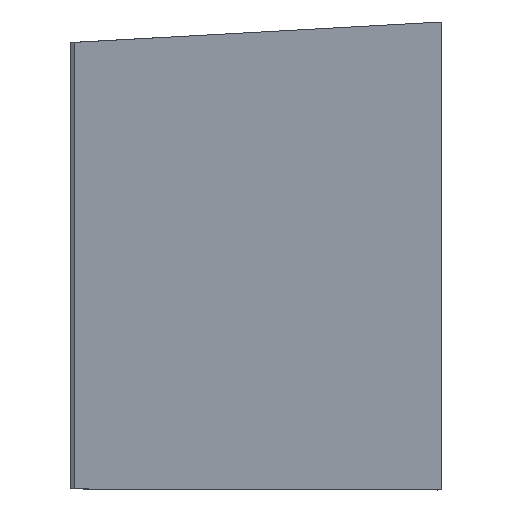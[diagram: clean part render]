
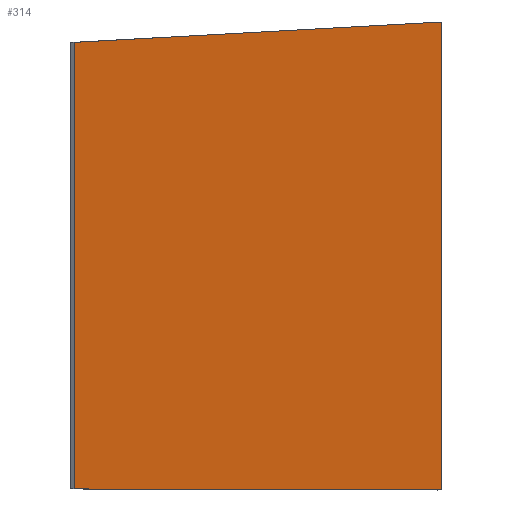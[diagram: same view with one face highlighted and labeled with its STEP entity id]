
A CAD part, top view. The second image highlights one B-rep face of the part: STEP entity #314.
In plain terms, the highlighted planar face has unit normal (0.851, 0, 0.526).
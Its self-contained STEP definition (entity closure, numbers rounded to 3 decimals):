
#43 = PLANE('',#44);
#44 = AXIS2_PLACEMENT_3D('',#45,#46,#47);
#45 = CARTESIAN_POINT('',(-11761.655,-779.004,
    -3433.355));
#46 = DIRECTION('',(0.058,-0.998,0.));
#47 = DIRECTION('',(0.,0.,-1.));
#69 = PLANE('',#70);
#70 = AXIS2_PLACEMENT_3D('',#71,#72,#73);
#71 = CARTESIAN_POINT('',(2202.325,0.,-2871.835));
#72 = DIRECTION('',(0.609,0.,-0.794));
#73 = DIRECTION('',(0.,-1.,0.));
#95 = PLANE('',#96);
#96 = AXIS2_PLACEMENT_3D('',#97,#98,#99);
#97 = CARTESIAN_POINT('',(-11771.11,-525.,-3433.355)
  );
#98 = DIRECTION('',(0.,1.,0.));
#99 = DIRECTION('',(1.,0.,-0.));
#119 = PLANE('',#120);
#120 = AXIS2_PLACEMENT_3D('',#121,#122,#123);
#121 = CARTESIAN_POINT('',(1261.95,0.,-2592.896));
#122 = DIRECTION('',(0.438,0.,-0.899));
#123 = DIRECTION('',(0.,-1.,0.));
#135 = VERTEX_POINT('',#136);
#136 = CARTESIAN_POINT('',(12615.776,640.819,
    2932.957));
#155 = EDGE_CURVE('',#135,#156,#158,.T.);
#156 = VERTEX_POINT('',#157);
#157 = CARTESIAN_POINT('',(11701.278,587.556,
    4412.63));
#158 = SURFACE_CURVE('',#159,(#163,#169),.PCURVE_S1.);
#159 = LINE('',#160,#161);
#160 = CARTESIAN_POINT('',(8708.65,413.255,
    9254.753));
#161 = VECTOR('',#162,1.);
#162 = DIRECTION('',(-0.525,-0.031,0.85)
  );
#163 = PCURVE('',#43,#164);
#164 = DEFINITIONAL_REPRESENTATION('',(#165),#168);
#165 = B_SPLINE_CURVE_WITH_KNOTS('',1,(#166,#167),.UNSPECIFIED.,.F.,.F.,
  (2,2),(-7785.747,-5458.138),
  .PIECEWISE_BEZIER_KNOTS.);
#166 = CARTESIAN_POINT('',(-6068.278,24603.253));
#167 = CARTESIAN_POINT('',(-8047.328,23378.047));
#168 = ( GEOMETRIC_REPRESENTATION_CONTEXT(2) 
PARAMETRIC_REPRESENTATION_CONTEXT() REPRESENTATION_CONTEXT('2D SPACE',''
  ) );
#169 = PCURVE('',#170,#175);
#170 = PLANE('',#171);
#171 = AXIS2_PLACEMENT_3D('',#172,#173,#174);
#172 = CARTESIAN_POINT('',(8718.842,-45.193,
    9238.263));
#173 = DIRECTION('',(0.851,0.,0.526));
#174 = DIRECTION('',(0.,-1.,0.));
#175 = DEFINITIONAL_REPRESENTATION('',(#176),#179);
#176 = B_SPLINE_CURVE_WITH_KNOTS('',1,(#177,#178),.UNSPECIFIED.,.F.,.F.,
  (2,2),(-7785.747,-5458.138),
  .PIECEWISE_BEZIER_KNOTS.);
#177 = CARTESIAN_POINT('',(-696.741,7762.714));
#178 = CARTESIAN_POINT('',(-625.502,5436.195));
#179 = ( GEOMETRIC_REPRESENTATION_CONTEXT(2) 
PARAMETRIC_REPRESENTATION_CONTEXT() REPRESENTATION_CONTEXT('2D SPACE',''
  ) );
#205 = EDGE_CURVE('',#135,#206,#208,.T.);
#206 = VERTEX_POINT('',#207);
#207 = CARTESIAN_POINT('',(12615.776,-525.,2932.957)
  );
#208 = SURFACE_CURVE('',#209,(#213,#219),.PCURVE_S1.);
#209 = LINE('',#210,#211);
#210 = CARTESIAN_POINT('',(12615.776,-22.597,
    2932.957));
#211 = VECTOR('',#212,1.);
#212 = DIRECTION('',(0.,-1.,0.));
#213 = PCURVE('',#119,#214);
#214 = DEFINITIONAL_REPRESENTATION('',(#215),#218);
#215 = B_SPLINE_CURVE_WITH_KNOTS('',1,(#216,#217),.UNSPECIFIED.,.F.,.F.,
  (2,2),(-781.156,619.091),.PIECEWISE_BEZIER_KNOTS.);
#216 = CARTESIAN_POINT('',(-758.559,-12627.13));
#217 = CARTESIAN_POINT('',(641.687,-12627.13));
#218 = ( GEOMETRIC_REPRESENTATION_CONTEXT(2) 
PARAMETRIC_REPRESENTATION_CONTEXT() REPRESENTATION_CONTEXT('2D SPACE',''
  ) );
#219 = PCURVE('',#170,#220);
#220 = DEFINITIONAL_REPRESENTATION('',(#221),#224);
#221 = B_SPLINE_CURVE_WITH_KNOTS('',1,(#222,#223),.UNSPECIFIED.,.F.,.F.,
  (2,2),(-781.156,619.091),.PIECEWISE_BEZIER_KNOTS.);
#222 = CARTESIAN_POINT('',(-803.753,7412.352));
#223 = CARTESIAN_POINT('',(596.494,7412.352));
#224 = ( GEOMETRIC_REPRESENTATION_CONTEXT(2) 
PARAMETRIC_REPRESENTATION_CONTEXT() REPRESENTATION_CONTEXT('2D SPACE',''
  ) );
#249 = VERTEX_POINT('',#250);
#250 = CARTESIAN_POINT('',(11701.278,-525.,4412.63)
  );
#269 = EDGE_CURVE('',#249,#206,#270,.T.);
#270 = SURFACE_CURVE('',#271,(#275,#281),.PCURVE_S1.);
#271 = LINE('',#272,#273);
#272 = CARTESIAN_POINT('',(8720.63,-525.,9235.369));
#273 = VECTOR('',#274,1.);
#274 = DIRECTION('',(0.526,0.,-0.851));
#275 = PCURVE('',#95,#276);
#276 = DEFINITIONAL_REPRESENTATION('',(#277),#280);
#277 = B_SPLINE_CURVE_WITH_KNOTS('',1,(#278,#279),.UNSPECIFIED.,.F.,.F.,
  (2,2),(5432.793,7759.312),
  .PIECEWISE_BEZIER_KNOTS.);
#278 = CARTESIAN_POINT('',(23347.95,-8047.328));
#279 = CARTESIAN_POINT('',(24571.083,-6068.278));
#280 = ( GEOMETRIC_REPRESENTATION_CONTEXT(2) 
PARAMETRIC_REPRESENTATION_CONTEXT() REPRESENTATION_CONTEXT('2D SPACE',''
  ) );
#281 = PCURVE('',#170,#282);
#282 = DEFINITIONAL_REPRESENTATION('',(#283),#286);
#283 = B_SPLINE_CURVE_WITH_KNOTS('',1,(#284,#285),.UNSPECIFIED.,.F.,.F.,
  (2,2),(5432.793,7759.312),
  .PIECEWISE_BEZIER_KNOTS.);
#284 = CARTESIAN_POINT('',(479.807,5436.195));
#285 = CARTESIAN_POINT('',(479.807,7762.714));
#286 = ( GEOMETRIC_REPRESENTATION_CONTEXT(2) 
PARAMETRIC_REPRESENTATION_CONTEXT() REPRESENTATION_CONTEXT('2D SPACE',''
  ) );
#295 = EDGE_CURVE('',#156,#249,#296,.T.);
#296 = SURFACE_CURVE('',#297,(#301,#307),.PCURVE_S1.);
#297 = LINE('',#298,#299);
#298 = CARTESIAN_POINT('',(11701.278,-22.597,
    4412.63));
#299 = VECTOR('',#300,1.);
#300 = DIRECTION('',(0.,-1.,0.));
#301 = PCURVE('',#69,#302);
#302 = DEFINITIONAL_REPRESENTATION('',(#303),#306);
#303 = B_SPLINE_CURVE_WITH_KNOTS('',1,(#304,#305),.UNSPECIFIED.,.F.,.F.,
  (2,2),(-722.43,613.752),.PIECEWISE_BEZIER_KNOTS.);
#304 = CARTESIAN_POINT('',(-699.833,-11970.528));
#305 = CARTESIAN_POINT('',(636.348,-11970.528));
#306 = ( GEOMETRIC_REPRESENTATION_CONTEXT(2) 
PARAMETRIC_REPRESENTATION_CONTEXT() REPRESENTATION_CONTEXT('2D SPACE',''
  ) );
#307 = PCURVE('',#170,#308);
#308 = DEFINITIONAL_REPRESENTATION('',(#309),#312);
#309 = B_SPLINE_CURVE_WITH_KNOTS('',1,(#310,#311),.UNSPECIFIED.,.F.,.F.,
  (2,2),(-722.43,613.752),.PIECEWISE_BEZIER_KNOTS.);
#310 = CARTESIAN_POINT('',(-745.027,5672.888));
#311 = CARTESIAN_POINT('',(591.155,5672.888));
#312 = ( GEOMETRIC_REPRESENTATION_CONTEXT(2) 
PARAMETRIC_REPRESENTATION_CONTEXT() REPRESENTATION_CONTEXT('2D SPACE',''
  ) );
#314 = ADVANCED_FACE('',(#315),#170,.T.);
#315 = FACE_BOUND('',#316,.T.);
#316 = EDGE_LOOP('',(#317,#318,#319,#320));
#317 = ORIENTED_EDGE('',*,*,#155,.T.);
#318 = ORIENTED_EDGE('',*,*,#295,.T.);
#319 = ORIENTED_EDGE('',*,*,#269,.T.);
#320 = ORIENTED_EDGE('',*,*,#205,.F.);
